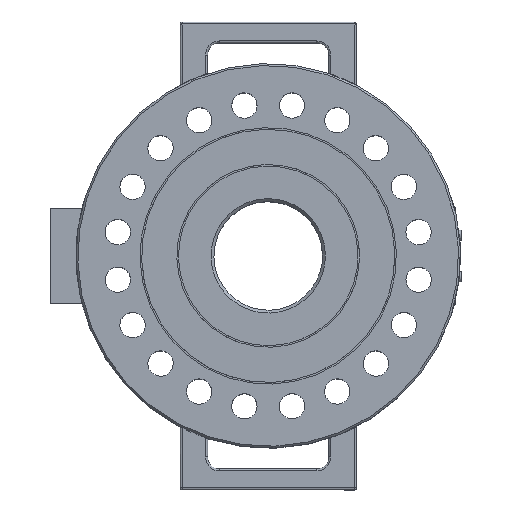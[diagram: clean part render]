
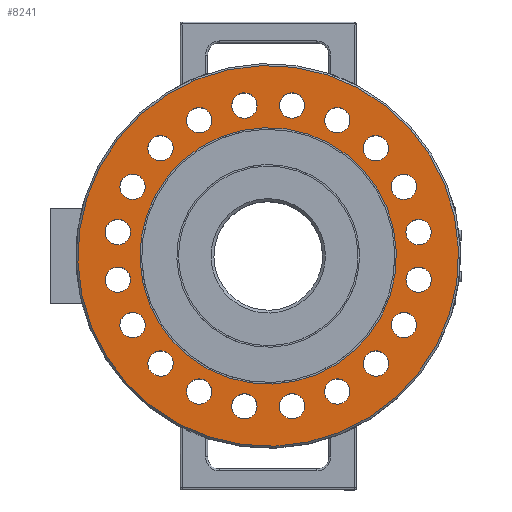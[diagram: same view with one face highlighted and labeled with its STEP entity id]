
A CAD part, top view. The second image highlights one B-rep face of the part: STEP entity #8241.
In plain terms, the highlighted face is planar.
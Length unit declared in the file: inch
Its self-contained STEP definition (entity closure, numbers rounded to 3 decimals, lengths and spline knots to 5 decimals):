
#3240=CARTESIAN_POINT('',(-5.94,1.5,0.));
#3241=VERTEX_POINT('',#3240);
#3242=CARTESIAN_POINT('',(0.,1.5,0.0));
#3243=DIRECTION('',(0.0,-1.0,0.0));
#3244=DIRECTION('',(1.0,0.0,0.0));
#3245=AXIS2_PLACEMENT_3D('',#3242,#3243,#3244);
#3246=CIRCLE('',#3245,5.94);
#3247=EDGE_CURVE('',#3241,#3241,#3246,.T.);
#3556=CARTESIAN_POINT('',(-4.81358,1.5,0.3674));
#3557=VERTEX_POINT('',#3556);
#3558=CARTESIAN_POINT('',(-4.69152,1.5,0.74306));
#3559=DIRECTION('',(0.0,-1.,0.0));
#3560=DIRECTION('',(0.309,0.0,0.951));
#3561=AXIS2_PLACEMENT_3D('',#3558,#3559,#3560);
#3562=CIRCLE('',#3561,0.395);
#3563=EDGE_CURVE('',#3557,#3557,#3562,.T.);
#3584=CARTESIAN_POINT('',(-4.46446,1.5,1.83689));
#3585=VERTEX_POINT('',#3584);
#3586=CARTESIAN_POINT('',(-4.23228,1.5,2.15645));
#3587=DIRECTION('',(0.0,-1.0,0.0));
#3588=DIRECTION('',(0.588,0.0,0.809));
#3589=AXIS2_PLACEMENT_3D('',#3586,#3587,#3588);
#3590=CIRCLE('',#3589,0.395);
#3591=EDGE_CURVE('',#3585,#3585,#3590,.T.);
#3612=CARTESIAN_POINT('',(-3.67832,1.5,3.12658));
#3613=VERTEX_POINT('',#3612);
#3614=CARTESIAN_POINT('',(-3.35876,1.5,3.35876));
#3615=DIRECTION('',(0.0,-1.,0.0));
#3616=DIRECTION('',(0.809,0.0,0.588));
#3617=AXIS2_PLACEMENT_3D('',#3614,#3615,#3616);
#3618=CIRCLE('',#3617,0.395);
#3619=EDGE_CURVE('',#3613,#3613,#3618,.T.);
#3640=CARTESIAN_POINT('',(-2.53212,1.5,4.11022));
#3641=VERTEX_POINT('',#3640);
#3642=CARTESIAN_POINT('',(-2.15645,1.5,4.23228));
#3643=DIRECTION('',(0.0,-1.0,0.0));
#3644=DIRECTION('',(0.951,0.0,0.309));
#3645=AXIS2_PLACEMENT_3D('',#3642,#3643,#3644);
#3646=CIRCLE('',#3645,0.395);
#3647=EDGE_CURVE('',#3641,#3641,#3646,.T.);
#3668=CARTESIAN_POINT('',(-1.13806,1.5,4.69152));
#3669=VERTEX_POINT('',#3668);
#3670=CARTESIAN_POINT('',(-0.74306,1.5,4.69152));
#3671=DIRECTION('',(0.0,-1.0,0.0));
#3672=DIRECTION('',(1.0,0.0,0.0));
#3673=AXIS2_PLACEMENT_3D('',#3670,#3671,#3672);
#3674=CIRCLE('',#3673,0.395);
#3675=EDGE_CURVE('',#3669,#3669,#3674,.T.);
#3696=CARTESIAN_POINT('',(0.3674,1.5,4.81358));
#3697=VERTEX_POINT('',#3696);
#3698=CARTESIAN_POINT('',(0.74306,1.5,4.69152));
#3699=DIRECTION('',(0.0,-1.,0.0));
#3700=DIRECTION('',(0.951,0.0,-0.309));
#3701=AXIS2_PLACEMENT_3D('',#3698,#3699,#3700);
#3702=CIRCLE('',#3701,0.395);
#3703=EDGE_CURVE('',#3697,#3697,#3702,.T.);
#3724=CARTESIAN_POINT('',(1.83689,1.5,4.46446));
#3725=VERTEX_POINT('',#3724);
#3726=CARTESIAN_POINT('',(2.15645,1.5,4.23228));
#3727=DIRECTION('',(0.0,-1.0,0.0));
#3728=DIRECTION('',(0.809,0.0,-0.588));
#3729=AXIS2_PLACEMENT_3D('',#3726,#3727,#3728);
#3730=CIRCLE('',#3729,0.395);
#3731=EDGE_CURVE('',#3725,#3725,#3730,.T.);
#3752=CARTESIAN_POINT('',(3.12658,1.5,3.67832));
#3753=VERTEX_POINT('',#3752);
#3754=CARTESIAN_POINT('',(3.35876,1.5,3.35876));
#3755=DIRECTION('',(0.0,-1.,0.0));
#3756=DIRECTION('',(0.588,0.0,-0.809));
#3757=AXIS2_PLACEMENT_3D('',#3754,#3755,#3756);
#3758=CIRCLE('',#3757,0.395);
#3759=EDGE_CURVE('',#3753,#3753,#3758,.T.);
#3780=CARTESIAN_POINT('',(4.11022,1.5,2.53212));
#3781=VERTEX_POINT('',#3780);
#3782=CARTESIAN_POINT('',(4.23228,1.5,2.15645));
#3783=DIRECTION('',(0.0,-1.0,0.0));
#3784=DIRECTION('',(0.309,0.0,-0.951));
#3785=AXIS2_PLACEMENT_3D('',#3782,#3783,#3784);
#3786=CIRCLE('',#3785,0.395);
#3787=EDGE_CURVE('',#3781,#3781,#3786,.T.);
#3808=CARTESIAN_POINT('',(4.69152,1.5,1.13806));
#3809=VERTEX_POINT('',#3808);
#3810=CARTESIAN_POINT('',(4.69152,1.5,0.74306));
#3811=DIRECTION('',(0.0,-1.0,0.0));
#3812=DIRECTION('',(0.0,0.0,-1.0));
#3813=AXIS2_PLACEMENT_3D('',#3810,#3811,#3812);
#3814=CIRCLE('',#3813,0.395);
#3815=EDGE_CURVE('',#3809,#3809,#3814,.T.);
#3836=CARTESIAN_POINT('',(4.81358,1.5,-0.3674));
#3837=VERTEX_POINT('',#3836);
#3838=CARTESIAN_POINT('',(4.69152,1.5,-0.74306));
#3839=DIRECTION('',(0.0,-1.,0.0));
#3840=DIRECTION('',(-0.309,0.0,-0.951));
#3841=AXIS2_PLACEMENT_3D('',#3838,#3839,#3840);
#3842=CIRCLE('',#3841,0.395);
#3843=EDGE_CURVE('',#3837,#3837,#3842,.T.);
#3864=CARTESIAN_POINT('',(4.46446,1.5,-1.83689));
#3865=VERTEX_POINT('',#3864);
#3866=CARTESIAN_POINT('',(4.23228,1.5,-2.15645));
#3867=DIRECTION('',(0.0,-1.0,0.0));
#3868=DIRECTION('',(-0.588,0.0,-0.809));
#3869=AXIS2_PLACEMENT_3D('',#3866,#3867,#3868);
#3870=CIRCLE('',#3869,0.395);
#3871=EDGE_CURVE('',#3865,#3865,#3870,.T.);
#3892=CARTESIAN_POINT('',(3.67832,1.5,-3.12658));
#3893=VERTEX_POINT('',#3892);
#3894=CARTESIAN_POINT('',(3.35876,1.5,-3.35876));
#3895=DIRECTION('',(0.0,-1.,0.0));
#3896=DIRECTION('',(-0.809,0.0,-0.588));
#3897=AXIS2_PLACEMENT_3D('',#3894,#3895,#3896);
#3898=CIRCLE('',#3897,0.395);
#3899=EDGE_CURVE('',#3893,#3893,#3898,.T.);
#3920=CARTESIAN_POINT('',(2.53212,1.5,-4.11022));
#3921=VERTEX_POINT('',#3920);
#3922=CARTESIAN_POINT('',(2.15645,1.5,-4.23228));
#3923=DIRECTION('',(0.0,-1.0,0.0));
#3924=DIRECTION('',(-0.951,0.0,-0.309));
#3925=AXIS2_PLACEMENT_3D('',#3922,#3923,#3924);
#3926=CIRCLE('',#3925,0.395);
#3927=EDGE_CURVE('',#3921,#3921,#3926,.T.);
#3948=CARTESIAN_POINT('',(1.13806,1.5,-4.69152));
#3949=VERTEX_POINT('',#3948);
#3950=CARTESIAN_POINT('',(0.74306,1.5,-4.69152));
#3951=DIRECTION('',(0.0,-1.0,0.0));
#3952=DIRECTION('',(-1.0,0.0,0.0));
#3953=AXIS2_PLACEMENT_3D('',#3950,#3951,#3952);
#3954=CIRCLE('',#3953,0.395);
#3955=EDGE_CURVE('',#3949,#3949,#3954,.T.);
#3976=CARTESIAN_POINT('',(-0.3674,1.5,-4.81358));
#3977=VERTEX_POINT('',#3976);
#3978=CARTESIAN_POINT('',(-0.74306,1.5,-4.69152));
#3979=DIRECTION('',(0.0,-1.0,0.0));
#3980=DIRECTION('',(-0.951,0.0,0.309));
#3981=AXIS2_PLACEMENT_3D('',#3978,#3979,#3980);
#3982=CIRCLE('',#3981,0.395);
#3983=EDGE_CURVE('',#3977,#3977,#3982,.T.);
#4004=CARTESIAN_POINT('',(-1.83689,1.5,-4.46446));
#4005=VERTEX_POINT('',#4004);
#4006=CARTESIAN_POINT('',(-2.15645,1.5,-4.23228));
#4007=DIRECTION('',(0.0,-1.0,0.0));
#4008=DIRECTION('',(-0.809,0.0,0.588));
#4009=AXIS2_PLACEMENT_3D('',#4006,#4007,#4008);
#4010=CIRCLE('',#4009,0.395);
#4011=EDGE_CURVE('',#4005,#4005,#4010,.T.);
#4032=CARTESIAN_POINT('',(-3.12658,1.5,-3.67832));
#4033=VERTEX_POINT('',#4032);
#4034=CARTESIAN_POINT('',(-3.35876,1.5,-3.35876));
#4035=DIRECTION('',(0.0,-1.,0.0));
#4036=DIRECTION('',(-0.588,0.0,0.809));
#4037=AXIS2_PLACEMENT_3D('',#4034,#4035,#4036);
#4038=CIRCLE('',#4037,0.395);
#4039=EDGE_CURVE('',#4033,#4033,#4038,.T.);
#4060=CARTESIAN_POINT('',(-4.11022,1.5,-2.53212));
#4061=VERTEX_POINT('',#4060);
#4062=CARTESIAN_POINT('',(-4.23228,1.5,-2.15645));
#4063=DIRECTION('',(0.0,-1.,0.0));
#4064=DIRECTION('',(-0.309,0.0,0.951));
#4065=AXIS2_PLACEMENT_3D('',#4062,#4063,#4064);
#4066=CIRCLE('',#4065,0.395);
#4067=EDGE_CURVE('',#4061,#4061,#4066,.T.);
#4088=CARTESIAN_POINT('',(-4.69152,1.5,-1.13806));
#4089=VERTEX_POINT('',#4088);
#4090=CARTESIAN_POINT('',(-4.69152,1.5,-0.74306));
#4091=DIRECTION('',(0.0,-1.0,0.0));
#4092=DIRECTION('',(0.0,0.0,1.0));
#4093=AXIS2_PLACEMENT_3D('',#4090,#4091,#4092);
#4094=CIRCLE('',#4093,0.395);
#4095=EDGE_CURVE('',#4089,#4089,#4094,.T.);
#4332=CARTESIAN_POINT('',(4.,1.5,0.));
#4333=VERTEX_POINT('',#4332);
#4334=CARTESIAN_POINT('',(0.,1.5,0.0));
#4335=DIRECTION('',(0.0,1.0,0.0));
#4336=DIRECTION('',(-1.0,0.0,0.0));
#4337=AXIS2_PLACEMENT_3D('',#4334,#4335,#4336);
#4338=CIRCLE('',#4337,4.);
#4339=EDGE_CURVE('',#4333,#4333,#4338,.T.);
#8170=CARTESIAN_POINT('',(-4.52325,1.5,0.0));
#8171=DIRECTION('',(0.0,1.0,0.0));
#8172=DIRECTION('',(0.0,0.0,1.0));
#8173=AXIS2_PLACEMENT_3D('',#8170,#8171,#8172);
#8174=PLANE('',#8173);
#8175=ORIENTED_EDGE('',*,*,#3247,.F.);
#8176=EDGE_LOOP('',(#8175));
#8177=FACE_OUTER_BOUND('',#8176,.T.);
#8178=ORIENTED_EDGE('',*,*,#4339,.F.);
#8179=EDGE_LOOP('',(#8178));
#8180=FACE_BOUND('',#8179,.T.);
#8181=ORIENTED_EDGE('',*,*,#4095,.T.);
#8182=EDGE_LOOP('',(#8181));
#8183=FACE_BOUND('',#8182,.T.);
#8184=ORIENTED_EDGE('',*,*,#4067,.T.);
#8185=EDGE_LOOP('',(#8184));
#8186=FACE_BOUND('',#8185,.T.);
#8187=ORIENTED_EDGE('',*,*,#4039,.T.);
#8188=EDGE_LOOP('',(#8187));
#8189=FACE_BOUND('',#8188,.T.);
#8190=ORIENTED_EDGE('',*,*,#4011,.T.);
#8191=EDGE_LOOP('',(#8190));
#8192=FACE_BOUND('',#8191,.T.);
#8193=ORIENTED_EDGE('',*,*,#3983,.T.);
#8194=EDGE_LOOP('',(#8193));
#8195=FACE_BOUND('',#8194,.T.);
#8196=ORIENTED_EDGE('',*,*,#3955,.T.);
#8197=EDGE_LOOP('',(#8196));
#8198=FACE_BOUND('',#8197,.T.);
#8199=ORIENTED_EDGE('',*,*,#3927,.T.);
#8200=EDGE_LOOP('',(#8199));
#8201=FACE_BOUND('',#8200,.T.);
#8202=ORIENTED_EDGE('',*,*,#3899,.T.);
#8203=EDGE_LOOP('',(#8202));
#8204=FACE_BOUND('',#8203,.T.);
#8205=ORIENTED_EDGE('',*,*,#3871,.T.);
#8206=EDGE_LOOP('',(#8205));
#8207=FACE_BOUND('',#8206,.T.);
#8208=ORIENTED_EDGE('',*,*,#3843,.T.);
#8209=EDGE_LOOP('',(#8208));
#8210=FACE_BOUND('',#8209,.T.);
#8211=ORIENTED_EDGE('',*,*,#3815,.T.);
#8212=EDGE_LOOP('',(#8211));
#8213=FACE_BOUND('',#8212,.T.);
#8214=ORIENTED_EDGE('',*,*,#3787,.T.);
#8215=EDGE_LOOP('',(#8214));
#8216=FACE_BOUND('',#8215,.T.);
#8217=ORIENTED_EDGE('',*,*,#3759,.T.);
#8218=EDGE_LOOP('',(#8217));
#8219=FACE_BOUND('',#8218,.T.);
#8220=ORIENTED_EDGE('',*,*,#3731,.T.);
#8221=EDGE_LOOP('',(#8220));
#8222=FACE_BOUND('',#8221,.T.);
#8223=ORIENTED_EDGE('',*,*,#3703,.T.);
#8224=EDGE_LOOP('',(#8223));
#8225=FACE_BOUND('',#8224,.T.);
#8226=ORIENTED_EDGE('',*,*,#3675,.T.);
#8227=EDGE_LOOP('',(#8226));
#8228=FACE_BOUND('',#8227,.T.);
#8229=ORIENTED_EDGE('',*,*,#3647,.T.);
#8230=EDGE_LOOP('',(#8229));
#8231=FACE_BOUND('',#8230,.T.);
#8232=ORIENTED_EDGE('',*,*,#3619,.T.);
#8233=EDGE_LOOP('',(#8232));
#8234=FACE_BOUND('',#8233,.T.);
#8235=ORIENTED_EDGE('',*,*,#3591,.T.);
#8236=EDGE_LOOP('',(#8235));
#8237=FACE_BOUND('',#8236,.T.);
#8238=ORIENTED_EDGE('',*,*,#3563,.T.);
#8239=EDGE_LOOP('',(#8238));
#8240=FACE_BOUND('',#8239,.T.);
#8241=ADVANCED_FACE('',(#8177,#8180,#8183,#8186,#8189,#8192,#8195,#8198,#8201,#8204,#8207,#8210,#8213,#8216,#8219,#8222,#8225,#8228,#8231,#8234,#8237,#8240),#8174,.T.);
